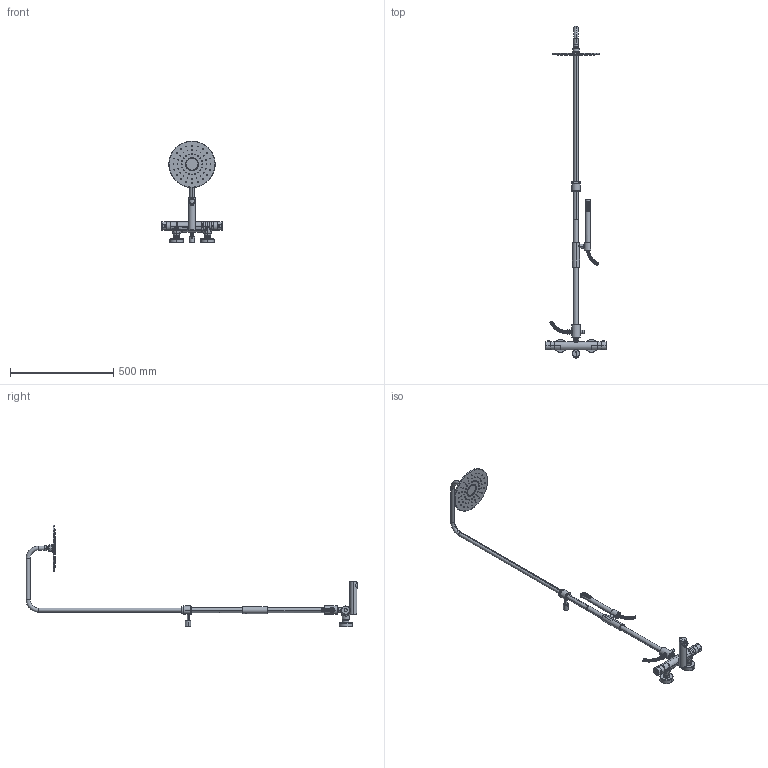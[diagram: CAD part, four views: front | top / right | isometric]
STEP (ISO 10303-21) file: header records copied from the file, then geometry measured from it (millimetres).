
FILE_DESCRIPTION((''),'2;1');
FILE_NAME('ZCOL721_SW0001','2012-06-18T',('Stefano'),(''),'PRO/ENGINEER BY PARAMETRIC TECHNOLOGY CORPORATION, 2011190','PRO/ENGINEER BY PARAMETRIC TECHNOLOGY CORPORATION, 2011190','');
FILE_SCHEMA(('CONFIG_CONTROL_DESIGN'));
Products named in the file (1): ZCOL721_SW0001
Bounding box: 291.25 x 1609.3 x 494.2 mm (x, y, z)
Volume: 1013876.7 mm3; surface area: 683423.1 mm2
Topology: 34 solids, 36 shells, 2303 faces, 5127 edges, 3221 vertices
Faces by surface type: plane 782, cylinder 777, cone 460, torus 142, bspline 126, sphere 10, extrusion 6
Entity records: 118257 total; most frequent: CARTESIAN_POINT 66446, DIRECTION 11253, ORIENTED_EDGE 10222, EDGE_CURVE 5111, AXIS2_PLACEMENT_3D 4674, VERTEX_POINT 3221, EDGE_LOOP 2812, CIRCLE 2502
